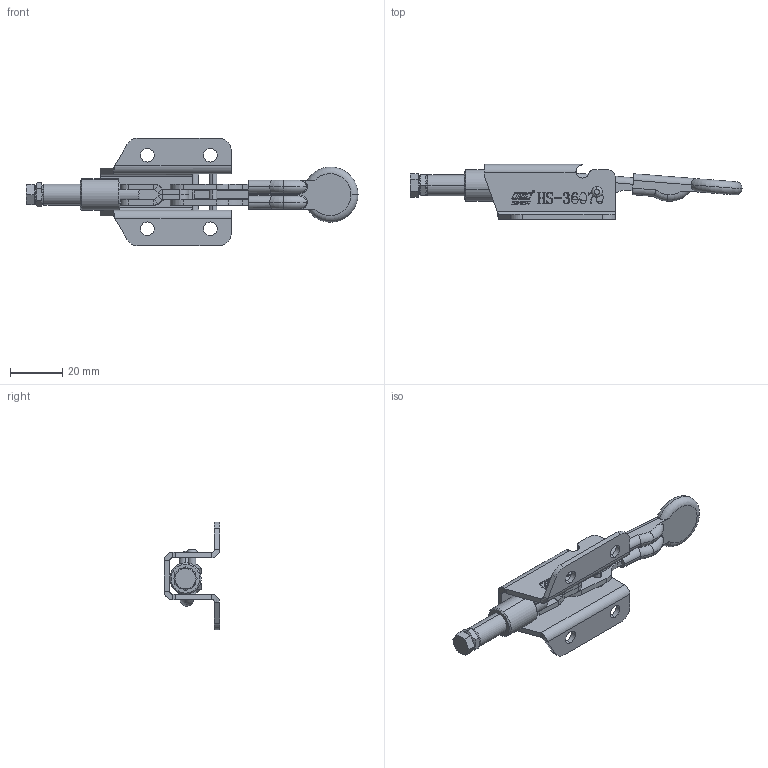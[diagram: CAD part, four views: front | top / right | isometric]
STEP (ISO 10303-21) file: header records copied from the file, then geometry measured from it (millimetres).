
FILE_DESCRIPTION (( 'STEP AP203' ), '1' );
FILE_NAME ('HS-36070 装配体.STEP', '2018-12-07T06:24:00', ( 'PCOS' ), ( '微软中国' ), 'SwSTEP 2.0', 'SolidWorks 2012', '' );
FILE_SCHEMA (( 'CONFIG_CONTROL_DESIGN' ));
Length unit declared in the file: millimetre
Products named in the file (10): HS-36070 蚾饜极; hex thin nuts-grades ab-chamfered gb_GB_FASTENER_NUT_STNAB M5-N; hexagon head bolts-full thread gb_GB_FASTENER_BOLT_STBAB A M5X20-N; 粣杶; 挴杶; 种; 忒梟; 忒參; 蟀裝; 菁釱
Assembly tree (10 placements, depth 2):
  HS-36070 蚾饜极
    菁釱
    蟀裝  x2
    忒參
    忒梟
    种
    挴杶
    粣杶
    hexagon head bolts-full thread gb_GB_FASTENER_BOLT_STBAB A M5X20-N
    hex thin nuts-grades ab-chamfered gb_GB_FASTENER_NUT_STNAB M5-N
Bounding box: 126.51 x 21 x 41 mm (x, y, z)
Volume: 14231.8 mm3; surface area: 14645.5 mm2
Topology: 10 solids, 10 shells, 562 faces, 1494 edges, 962 vertices
Faces by surface type: plane 258, cylinder 135, bspline 125, cone 28, torus 16
Entity records: 23443 total; most frequent: CARTESIAN_POINT 9552, ORIENTED_EDGE 2872, DIRECTION 2295, EDGE_CURVE 1436, VERTEX_POINT 930, LINE 821, VECTOR 821, AXIS2_PLACEMENT_3D 737
